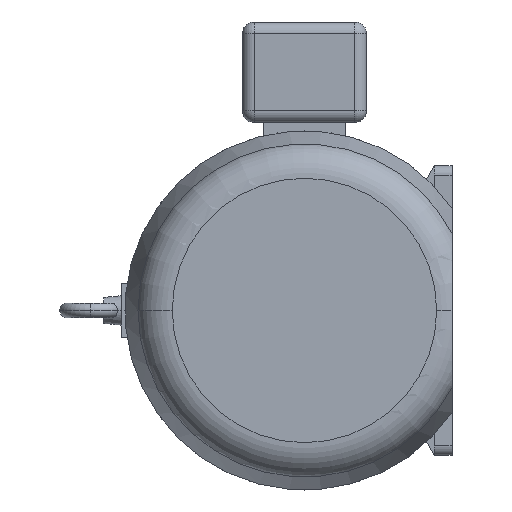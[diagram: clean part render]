
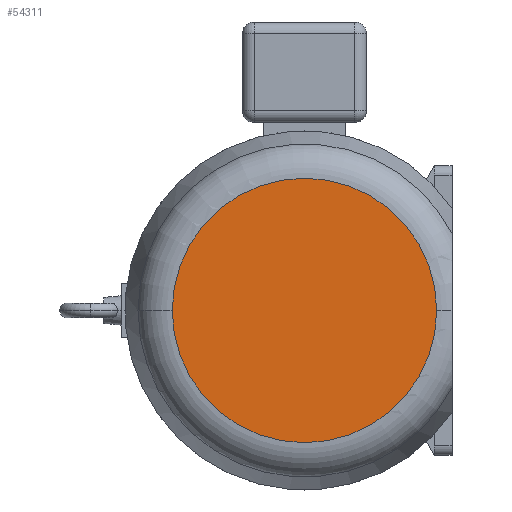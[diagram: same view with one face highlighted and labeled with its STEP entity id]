
A CAD part, left-side view. The second image highlights one B-rep face of the part: STEP entity #54311.
In plain terms, the highlighted planar face has unit normal (-1, 0, 0).
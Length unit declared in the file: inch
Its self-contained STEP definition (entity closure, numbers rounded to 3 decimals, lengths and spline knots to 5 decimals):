
#2575 = CARTESIAN_POINT ( 'NONE',  ( -37.517, 5.59827, 0. ) ) ;
#7111 = DIRECTION ( 'NONE',  ( 1., 0., 0. ) ) ;
#8971 = CARTESIAN_POINT ( 'NONE',  ( -37.517, -5.59827, 0. ) ) ;
#10191 = CARTESIAN_POINT ( 'NONE',  ( -37.517, 0., 0. ) ) ;
#13470 = VERTEX_POINT ( 'NONE', #8971 ) ;
#17899 = AXIS2_PLACEMENT_3D ( 'NONE', #24739, #7111, #62501 ) ;
#19438 = ORIENTED_EDGE ( 'NONE', *, *, #42441, .F. ) ;
#23737 = CIRCLE ( 'NONE', #35569, 5.59827 ) ;
#24739 = CARTESIAN_POINT ( 'NONE',  ( -37.517, 0., 0. ) ) ;
#35569 = AXIS2_PLACEMENT_3D ( 'NONE', #10191, #56965, #104385 ) ;
#38866 = EDGE_CURVE ( 'NONE', #85301, #13470, #120620, .T. ) ;
#42441 = EDGE_CURVE ( 'NONE', #13470, #85301, #23737, .T. ) ;
#51461 = EDGE_LOOP ( 'NONE', ( #19438, #110194 ) ) ;
#54311 = ADVANCED_FACE ( 'NONE', ( #80067 ), #114447, .F. ) ;
#56965 = DIRECTION ( 'NONE',  ( 1., 0., 0. ) ) ;
#62501 = DIRECTION ( 'NONE',  ( 0., -1., 0. ) ) ;
#67433 = DIRECTION ( 'NONE',  ( 0., -1., 0. ) ) ;
#80067 = FACE_OUTER_BOUND ( 'NONE', #51461, .T. ) ;
#85301 = VERTEX_POINT ( 'NONE', #99500 ) ;
#85577 = DIRECTION ( 'NONE',  ( 1., 0., 0. ) ) ;
#99500 = CARTESIAN_POINT ( 'NONE',  ( -37.517, 5.59827, 0. ) ) ;
#104385 = DIRECTION ( 'NONE',  ( 0., -1., 0. ) ) ;
#110194 = ORIENTED_EDGE ( 'NONE', *, *, #38866, .F. ) ;
#114447 = PLANE ( 'NONE',  #116080 ) ;
#116080 = AXIS2_PLACEMENT_3D ( 'NONE', #2575, #85577, #67433 ) ;
#120620 = CIRCLE ( 'NONE', #17899, 5.59827 ) ;
